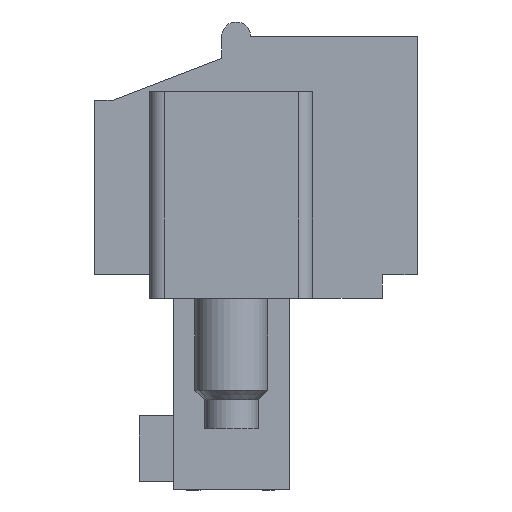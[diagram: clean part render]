
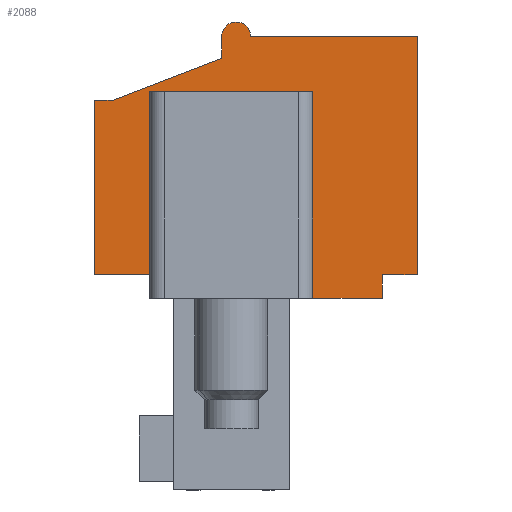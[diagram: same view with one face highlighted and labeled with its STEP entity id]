
A CAD part, left-side view. The second image highlights one B-rep face of the part: STEP entity #2088.
In plain terms, the highlighted planar face has unit normal (-1, 0, 0).
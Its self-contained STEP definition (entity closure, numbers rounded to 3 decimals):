
#1991=AXIS2_PLACEMENT_3D('Plane Axis2P3D',#1988,#1989,#1990) ;
#2014=AXIS2_PLACEMENT_3D('Circle Axis2P3D',#2012,#2013,$) ;
#2021=AXIS2_PLACEMENT_3D('Circle Axis2P3D',#2019,#2020,$) ;
#1464=CARTESIAN_POINT('Vertex',(4.8,11.1,7.4)) ;
#1467=CARTESIAN_POINT('Line Origine',(4.8,11.1,10.4)) ;
#1471=CARTESIAN_POINT('Vertex',(4.8,11.1,13.4)) ;
#1656=CARTESIAN_POINT('Vertex',(4.8,1.2,6.6)) ;
#1661=CARTESIAN_POINT('Line Origine',(4.8,2.4,6.6)) ;
#1665=CARTESIAN_POINT('Vertex',(4.8,3.6,6.6)) ;
#1953=CARTESIAN_POINT('Line Origine',(4.8,0.,11.5)) ;
#1957=CARTESIAN_POINT('Vertex',(4.8,0.,7.4)) ;
#1959=CARTESIAN_POINT('Vertex',(4.8,0.,15.6)) ;
#1988=CARTESIAN_POINT('Axis2P3D Location',(4.8,0.,0.)) ;
#1993=CARTESIAN_POINT('Line Origine',(4.8,1.2,7.)) ;
#1997=CARTESIAN_POINT('Vertex',(4.8,1.2,7.4)) ;
#2000=CARTESIAN_POINT('Line Origine',(4.8,0.6,7.4)) ;
#2005=CARTESIAN_POINT('Line Origine',(4.8,2.865,15.6)) ;
#2009=CARTESIAN_POINT('Vertex',(4.8,5.73,15.6)) ;
#2012=CARTESIAN_POINT('Axis2P3D Location',(4.8,6.23,15.6)) ;
#2016=CARTESIAN_POINT('Vertex',(4.8,6.23,16.1)) ;
#2019=CARTESIAN_POINT('Axis2P3D Location',(4.8,6.23,15.6)) ;
#2023=CARTESIAN_POINT('Vertex',(4.8,6.73,15.6)) ;
#2026=CARTESIAN_POINT('Line Origine',(4.8,6.73,15.225)) ;
#2030=CARTESIAN_POINT('Vertex',(4.8,6.73,14.85)) ;
#2033=CARTESIAN_POINT('Line Origine',(4.8,8.615,14.125)) ;
#2037=CARTESIAN_POINT('Vertex',(4.8,10.5,13.4)) ;
#2040=CARTESIAN_POINT('Line Origine',(4.8,10.8,13.4)) ;
#2045=CARTESIAN_POINT('Line Origine',(4.8,10.15,7.4)) ;
#2049=CARTESIAN_POINT('Vertex',(4.8,9.2,7.4)) ;
#2052=CARTESIAN_POINT('Line Origine',(4.8,9.2,10.55)) ;
#2056=CARTESIAN_POINT('Vertex',(4.8,9.2,13.7)) ;
#2059=CARTESIAN_POINT('Line Origine',(4.8,6.4,13.7)) ;
#2063=CARTESIAN_POINT('Vertex',(4.8,3.6,13.7)) ;
#2066=CARTESIAN_POINT('Line Origine',(4.8,3.6,10.15)) ;
#1468=DIRECTION('Vector Direction',(0.,0.,-1.)) ;
#1662=DIRECTION('Vector Direction',(0.,-1.,0.)) ;
#1954=DIRECTION('Vector Direction',(0.,0.,1.)) ;
#1989=DIRECTION('Axis2P3D Direction',(-1.,0.,0.)) ;
#1990=DIRECTION('Axis2P3D XDirection',(0.,0.,1.)) ;
#1994=DIRECTION('Vector Direction',(0.,0.,1.)) ;
#2001=DIRECTION('Vector Direction',(0.,-1.,0.)) ;
#2006=DIRECTION('Vector Direction',(0.,1.,0.)) ;
#2013=DIRECTION('Axis2P3D Direction',(-1.,0.,0.)) ;
#2020=DIRECTION('Axis2P3D Direction',(-1.,0.,0.)) ;
#2027=DIRECTION('Vector Direction',(0.,0.,-1.)) ;
#2034=DIRECTION('Vector Direction',(0.,0.933,-0.359)) ;
#2041=DIRECTION('Vector Direction',(0.,1.,0.)) ;
#2046=DIRECTION('Vector Direction',(0.,-1.,0.)) ;
#2053=DIRECTION('Vector Direction',(0.,0.,1.)) ;
#2060=DIRECTION('Vector Direction',(0.,-1.,0.)) ;
#2067=DIRECTION('Vector Direction',(0.,0.,-1.)) ;
#1469=VECTOR('Line Direction',#1468,1.) ;
#1663=VECTOR('Line Direction',#1662,1.) ;
#1955=VECTOR('Line Direction',#1954,1.) ;
#1995=VECTOR('Line Direction',#1994,1.) ;
#2002=VECTOR('Line Direction',#2001,1.) ;
#2007=VECTOR('Line Direction',#2006,1.) ;
#2028=VECTOR('Line Direction',#2027,1.) ;
#2035=VECTOR('Line Direction',#2034,1.) ;
#2042=VECTOR('Line Direction',#2041,1.) ;
#2047=VECTOR('Line Direction',#2046,1.) ;
#2054=VECTOR('Line Direction',#2053,1.) ;
#2061=VECTOR('Line Direction',#2060,1.) ;
#2068=VECTOR('Line Direction',#2067,1.) ;
#2072=ORIENTED_EDGE('',*,*,#1667,.T.) ;
#2073=ORIENTED_EDGE('',*,*,#1999,.F.) ;
#2074=ORIENTED_EDGE('',*,*,#2004,.F.) ;
#2075=ORIENTED_EDGE('',*,*,#1961,.T.) ;
#2076=ORIENTED_EDGE('',*,*,#2011,.F.) ;
#2077=ORIENTED_EDGE('',*,*,#2018,.F.) ;
#2078=ORIENTED_EDGE('',*,*,#2025,.F.) ;
#2079=ORIENTED_EDGE('',*,*,#2032,.F.) ;
#2080=ORIENTED_EDGE('',*,*,#2039,.F.) ;
#2081=ORIENTED_EDGE('',*,*,#2044,.F.) ;
#2082=ORIENTED_EDGE('',*,*,#1473,.T.) ;
#2083=ORIENTED_EDGE('',*,*,#2051,.F.) ;
#2084=ORIENTED_EDGE('',*,*,#2058,.F.) ;
#2085=ORIENTED_EDGE('',*,*,#2065,.F.) ;
#2086=ORIENTED_EDGE('',*,*,#2070,.F.) ;
#2088=ADVANCED_FACE('HOUSING',(#2087),#1992,.T.) ;
#2015=CIRCLE('generated circle',#2014,0.5) ;
#2022=CIRCLE('generated circle',#2021,0.5) ;
#1473=EDGE_CURVE('',#1472,#1465,#1470,.T.) ;
#1667=EDGE_CURVE('',#1666,#1657,#1664,.T.) ;
#1961=EDGE_CURVE('',#1958,#1960,#1956,.T.) ;
#1999=EDGE_CURVE('',#1998,#1657,#1996,.F.) ;
#2004=EDGE_CURVE('',#1958,#1998,#2003,.F.) ;
#2011=EDGE_CURVE('',#2010,#1960,#2008,.F.) ;
#2018=EDGE_CURVE('',#2017,#2010,#2015,.F.) ;
#2025=EDGE_CURVE('',#2024,#2017,#2022,.F.) ;
#2032=EDGE_CURVE('',#2031,#2024,#2029,.F.) ;
#2039=EDGE_CURVE('',#2038,#2031,#2036,.F.) ;
#2044=EDGE_CURVE('',#1472,#2038,#2043,.F.) ;
#2051=EDGE_CURVE('',#2050,#1465,#2048,.F.) ;
#2058=EDGE_CURVE('',#2057,#2050,#2055,.F.) ;
#2065=EDGE_CURVE('',#2064,#2057,#2062,.F.) ;
#2070=EDGE_CURVE('',#1666,#2064,#2069,.F.) ;
#2071=EDGE_LOOP('',(#2072,#2073,#2074,#2075,#2076,#2077,#2078,#2079,#2080,#2081,#2082,#2083,#2084,#2085,#2086)) ;
#2087=FACE_OUTER_BOUND('',#2071,.T.) ;
#1470=LINE('Line',#1467,#1469) ;
#1664=LINE('Line',#1661,#1663) ;
#1956=LINE('Line',#1953,#1955) ;
#1996=LINE('Line',#1993,#1995) ;
#2003=LINE('Line',#2000,#2002) ;
#2008=LINE('Line',#2005,#2007) ;
#2029=LINE('Line',#2026,#2028) ;
#2036=LINE('Line',#2033,#2035) ;
#2043=LINE('Line',#2040,#2042) ;
#2048=LINE('Line',#2045,#2047) ;
#2055=LINE('Line',#2052,#2054) ;
#2062=LINE('Line',#2059,#2061) ;
#2069=LINE('Line',#2066,#2068) ;
#1992=PLANE('',#1991) ;
#1465=VERTEX_POINT('',#1464) ;
#1472=VERTEX_POINT('',#1471) ;
#1657=VERTEX_POINT('',#1656) ;
#1666=VERTEX_POINT('',#1665) ;
#1958=VERTEX_POINT('',#1957) ;
#1960=VERTEX_POINT('',#1959) ;
#1998=VERTEX_POINT('',#1997) ;
#2010=VERTEX_POINT('',#2009) ;
#2017=VERTEX_POINT('',#2016) ;
#2024=VERTEX_POINT('',#2023) ;
#2031=VERTEX_POINT('',#2030) ;
#2038=VERTEX_POINT('',#2037) ;
#2050=VERTEX_POINT('',#2049) ;
#2057=VERTEX_POINT('',#2056) ;
#2064=VERTEX_POINT('',#2063) ;
